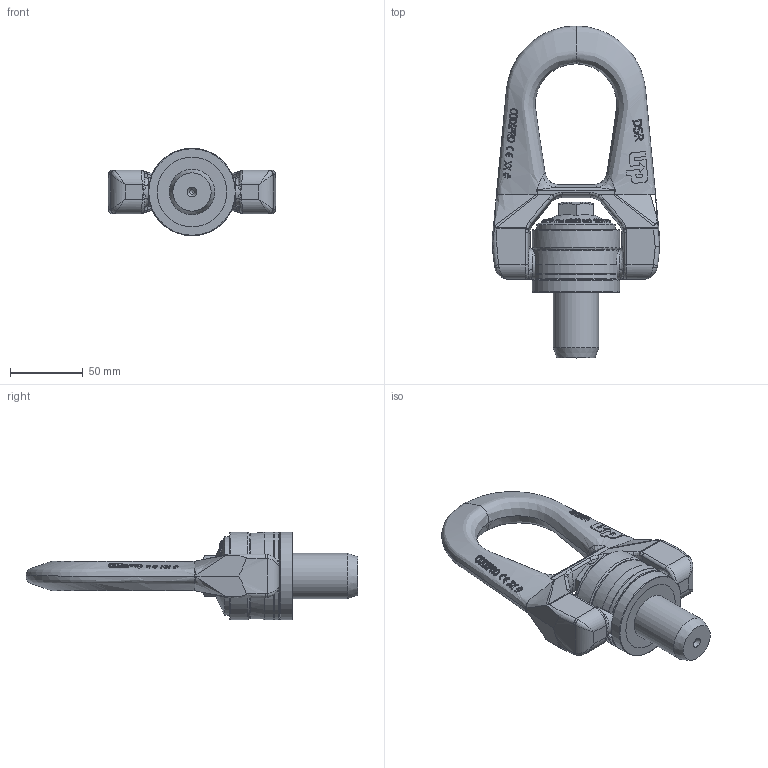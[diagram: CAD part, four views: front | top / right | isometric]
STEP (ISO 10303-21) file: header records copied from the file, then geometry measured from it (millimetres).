
FILE_DESCRIPTION(/* description */ (''),/* implementation_level */ '2;1');
FILE_NAME(/* name */ 'DSR U125 UP.stp',/* time_stamp */ '2017-09-13T11:45:59+02:00',/* author */ ('rklenes'),/* organization */ (''),/* preprocessor_version */ 'ST-DEVELOPER v16.5',/* originating_system */ 'Autodesk Inventor 2017',/* authorisation */ '');
FILE_SCHEMA (('AUTOMOTIVE_DESIGN { 1 0 10303 214 3 1 1 }'));
Length unit declared in the file: millimetre
Products named in the file (6): DSR U125 UP; DSR 3; DRB_B3B; DRM_AF3B_UP; DRE_D3U11-4A; DRA_U11-4X88
Assembly tree (5 placements, depth 3):
  DSR U125 UP
    DSR 3
      DRB_B3B
      DRM_AF3B_UP
    DRE_D3U11-4A
    DRA_U11-4X88
Bounding box: 115 x 228 x 60 mm (x, y, z)
Volume: 352357.6 mm3; surface area: 77693 mm2
Topology: 4 solids, 4 shells, 936 faces, 2476 edges, 1602 vertices
Faces by surface type: plane 423, bspline 357, cylinder 76, cone 64, torus 15, sphere 1
Full cylindrical faces by diameter (mm): 3.15 x1, 20 x2, 31.25 x1, 31.3 x3, 31.5 x1, 33.6 x2, 34 x2, 46 x1, 54 x1, 60 x2
Entity records: 50519 total; most frequent: CARTESIAN_POINT 29941, ORIENTED_EDGE 4842, DIRECTION 3193, EDGE_CURVE 2421, VERTEX_POINT 1594, AXIS2_PLACEMENT_3D 1132, EDGE_LOOP 1043, FACE_OUTER_BOUND 936
